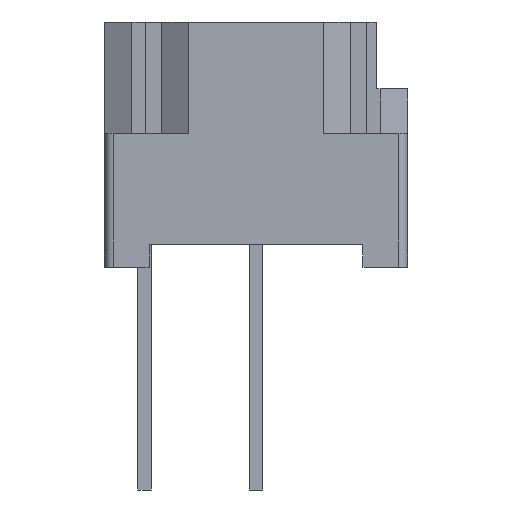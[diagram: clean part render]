
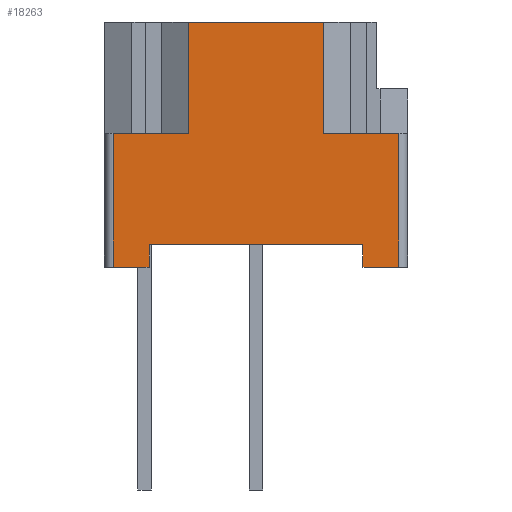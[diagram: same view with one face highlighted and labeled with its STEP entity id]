
A CAD part, left-side view. The second image highlights one B-rep face of the part: STEP entity #18263.
In plain terms, the highlighted planar face has unit normal (-1, 0, 0).
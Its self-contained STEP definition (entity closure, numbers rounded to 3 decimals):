
#61 = CARTESIAN_POINT ( 'NONE',  ( -3.4, 1.116, 3. ) ) ;
#76 = ORIENTED_EDGE ( 'NONE', *, *, #7108, .F. ) ;
#470 = ORIENTED_EDGE ( 'NONE', *, *, #4879, .F. ) ;
#557 = LINE ( 'NONE', #18035, #12787 ) ;
#794 = LINE ( 'NONE', #17115, #17969 ) ;
#1090 = CARTESIAN_POINT ( 'NONE',  ( -3.4, 2.8, 0. ) ) ;
#1109 = ORIENTED_EDGE ( 'NONE', *, *, #1170, .T. ) ;
#1170 = EDGE_CURVE ( 'NONE', #5687, #12277, #15203, .T. ) ;
#1399 = DIRECTION ( 'NONE',  ( 0., 0., 1. ) ) ;
#1435 = VECTOR ( 'NONE', #2845, 1000. ) ;
#1658 = LINE ( 'NONE', #14812, #7877 ) ;
#1840 = LINE ( 'NONE', #7893, #6546 ) ;
#1859 = CARTESIAN_POINT ( 'NONE',  ( -3.4, 2., 0.5 ) ) ;
#2017 = ORIENTED_EDGE ( 'NONE', *, *, #15772, .F. ) ;
#2215 = CARTESIAN_POINT ( 'NONE',  ( -3.4, 2., 0.5 ) ) ;
#2253 = EDGE_CURVE ( 'NONE', #11116, #10127, #1658, .T. ) ;
#2451 = LINE ( 'NONE', #6771, #15177 ) ;
#2455 = DIRECTION ( 'NONE',  ( 0., 0., -1. ) ) ;
#2646 = DIRECTION ( 'NONE',  ( 0., -1., 0. ) ) ;
#2793 = CARTESIAN_POINT ( 'NONE',  ( -3.4, 2.8, 5.5 ) ) ;
#2845 = DIRECTION ( 'NONE',  ( 0., 0., -1. ) ) ;
#3132 = CARTESIAN_POINT ( 'NONE',  ( -3.4, -2.8, 0. ) ) ;
#3200 = CARTESIAN_POINT ( 'NONE',  ( -3.4, -3.6, 0. ) ) ;
#3466 = CARTESIAN_POINT ( 'NONE',  ( -3.4, -3.6, 3. ) ) ;
#3594 = EDGE_CURVE ( 'NONE', #14214, #17763, #557, .T. ) ;
#3895 = CARTESIAN_POINT ( 'NONE',  ( -3.4, 2., 0. ) ) ;
#4014 = ORIENTED_EDGE ( 'NONE', *, *, #4626, .T. ) ;
#4094 = PLANE ( 'NONE',  #4460 ) ;
#4192 = VERTEX_POINT ( 'NONE', #14294 ) ;
#4460 = AXIS2_PLACEMENT_3D ( 'NONE', #17245, #10056, #2455 ) ;
#4626 = EDGE_CURVE ( 'NONE', #8817, #16722, #9570, .T. ) ;
#4821 = CARTESIAN_POINT ( 'NONE',  ( -3.4, -2.8, 0.5 ) ) ;
#4879 = EDGE_CURVE ( 'NONE', #4192, #17763, #794, .T. ) ;
#5687 = VERTEX_POINT ( 'NONE', #3132 ) ;
#5770 = EDGE_CURVE ( 'NONE', #6221, #12277, #2451, .T. ) ;
#5781 = VECTOR ( 'NONE', #2646, 1000. ) ;
#5948 = CARTESIAN_POINT ( 'NONE',  ( -3.4, -2.8, 0.5 ) ) ;
#6221 = VERTEX_POINT ( 'NONE', #3466 ) ;
#6546 = VECTOR ( 'NONE', #16733, 1000. ) ;
#6594 = VERTEX_POINT ( 'NONE', #11891 ) ;
#6710 = ORIENTED_EDGE ( 'NONE', *, *, #3594, .T. ) ;
#6771 = CARTESIAN_POINT ( 'NONE',  ( -3.4, -3.6, 5.5 ) ) ;
#7108 = EDGE_CURVE ( 'NONE', #6594, #4192, #10260, .T. ) ;
#7165 = VECTOR ( 'NONE', #14234, 1000. ) ;
#7249 = DIRECTION ( 'NONE',  ( 0., 0., -1. ) ) ;
#7284 = DIRECTION ( 'NONE',  ( 0., -1., 0. ) ) ;
#7374 = EDGE_CURVE ( 'NONE', #14214, #6221, #11144, .T. ) ;
#7877 = VECTOR ( 'NONE', #19075, 1000. ) ;
#7893 = CARTESIAN_POINT ( 'NONE',  ( -3.4, 2.8, 3. ) ) ;
#8198 = DIRECTION ( 'NONE',  ( 0., -1., 0. ) ) ;
#8323 = CARTESIAN_POINT ( 'NONE',  ( -3.4, -3.6, 3. ) ) ;
#8754 = ORIENTED_EDGE ( 'NONE', *, *, #7374, .F. ) ;
#8817 = VERTEX_POINT ( 'NONE', #1090 ) ;
#8982 = CARTESIAN_POINT ( 'NONE',  ( -3.4, -1.916, 3. ) ) ;
#9253 = EDGE_CURVE ( 'NONE', #9616, #6594, #1840, .T. ) ;
#9261 = DIRECTION ( 'NONE',  ( 0., 0., -1. ) ) ;
#9570 = LINE ( 'NONE', #14321, #7165 ) ;
#9616 = VERTEX_POINT ( 'NONE', #18051 ) ;
#10056 = DIRECTION ( 'NONE',  ( 1., 0., 0. ) ) ;
#10069 = VECTOR ( 'NONE', #9261, 1000. ) ;
#10127 = VERTEX_POINT ( 'NONE', #2215 ) ;
#10183 = EDGE_CURVE ( 'NONE', #9616, #8817, #12933, .T. ) ;
#10260 = LINE ( 'NONE', #61, #11041 ) ;
#10560 = VECTOR ( 'NONE', #7284, 1000. ) ;
#11041 = VECTOR ( 'NONE', #1399, 1000. ) ;
#11116 = VERTEX_POINT ( 'NONE', #5948 ) ;
#11144 = LINE ( 'NONE', #8323, #5781 ) ;
#11387 = DIRECTION ( 'NONE',  ( 0., 0., -1. ) ) ;
#11433 = ORIENTED_EDGE ( 'NONE', *, *, #2253, .F. ) ;
#11891 = CARTESIAN_POINT ( 'NONE',  ( -3.4, 1.116, 3. ) ) ;
#11981 = CARTESIAN_POINT ( 'NONE',  ( -3.4, -1.916, 5.5 ) ) ;
#12277 = VERTEX_POINT ( 'NONE', #14736 ) ;
#12317 = EDGE_LOOP ( 'NONE', ( #470, #76, #16916, #16453, #4014, #2017, #11433, #18019, #1109, #13017, #8754, #6710 ) ) ;
#12787 = VECTOR ( 'NONE', #13490, 1000. ) ;
#12933 = LINE ( 'NONE', #2793, #14822 ) ;
#13017 = ORIENTED_EDGE ( 'NONE', *, *, #5770, .F. ) ;
#13490 = DIRECTION ( 'NONE',  ( 0., 0., 1. ) ) ;
#14214 = VERTEX_POINT ( 'NONE', #8982 ) ;
#14234 = DIRECTION ( 'NONE',  ( 0., -1., 0. ) ) ;
#14294 = CARTESIAN_POINT ( 'NONE',  ( -3.4, 1.116, 5.5 ) ) ;
#14321 = CARTESIAN_POINT ( 'NONE',  ( -3.4, -3.6, 0. ) ) ;
#14736 = CARTESIAN_POINT ( 'NONE',  ( -3.4, -3.6, 0. ) ) ;
#14812 = CARTESIAN_POINT ( 'NONE',  ( -3.4, -2.8, 0.5 ) ) ;
#14822 = VECTOR ( 'NONE', #11387, 1000. ) ;
#15177 = VECTOR ( 'NONE', #7249, 1000. ) ;
#15203 = LINE ( 'NONE', #3200, #10560 ) ;
#15772 = EDGE_CURVE ( 'NONE', #10127, #16722, #18908, .T. ) ;
#16152 = EDGE_CURVE ( 'NONE', #11116, #5687, #18072, .T. ) ;
#16453 = ORIENTED_EDGE ( 'NONE', *, *, #10183, .T. ) ;
#16722 = VERTEX_POINT ( 'NONE', #3895 ) ;
#16733 = DIRECTION ( 'NONE',  ( 0., -1., 0. ) ) ;
#16916 = ORIENTED_EDGE ( 'NONE', *, *, #9253, .F. ) ;
#17115 = CARTESIAN_POINT ( 'NONE',  ( -3.4, -3.6, 5.5 ) ) ;
#17245 = CARTESIAN_POINT ( 'NONE',  ( -3.4, -3.6, 5.5 ) ) ;
#17763 = VERTEX_POINT ( 'NONE', #11981 ) ;
#17969 = VECTOR ( 'NONE', #8198, 1000. ) ;
#18019 = ORIENTED_EDGE ( 'NONE', *, *, #16152, .T. ) ;
#18035 = CARTESIAN_POINT ( 'NONE',  ( -3.4, -1.916, 3. ) ) ;
#18051 = CARTESIAN_POINT ( 'NONE',  ( -3.4, 2.8, 3. ) ) ;
#18072 = LINE ( 'NONE', #4821, #10069 ) ;
#18263 = ADVANCED_FACE ( 'NONE', ( #18985 ), #4094, .F. ) ;
#18908 = LINE ( 'NONE', #1859, #1435 ) ;
#18985 = FACE_OUTER_BOUND ( 'NONE', #12317, .T. ) ;
#19075 = DIRECTION ( 'NONE',  ( 0., 1., 0. ) ) ;
